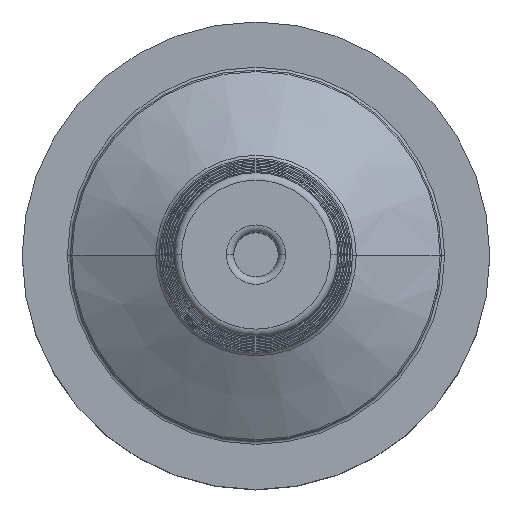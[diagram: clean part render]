
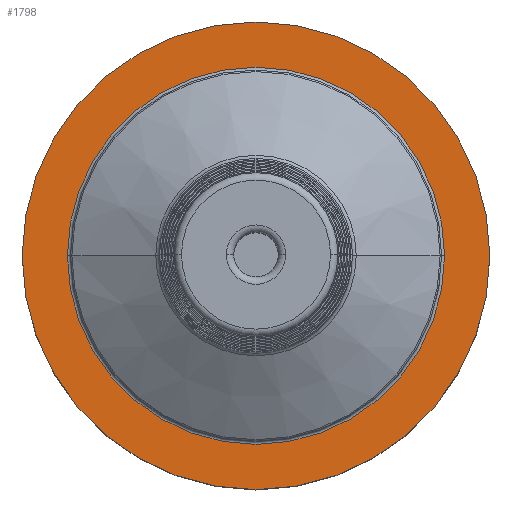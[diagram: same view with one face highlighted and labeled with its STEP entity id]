
A CAD part, top view. The second image highlights one B-rep face of the part: STEP entity #1798.
In plain terms, the highlighted planar face has unit normal (0, 0, 1).
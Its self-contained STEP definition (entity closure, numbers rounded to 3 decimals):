
#375=CARTESIAN_POINT('',(0.,0.,25.95));
#376=DIRECTION('',(0.,0.,1.));
#377=DIRECTION('',(0.,-1.,0.));
#378=AXIS2_PLACEMENT_3D('',#375,#376,#377);
#383=CARTESIAN_POINT('',(0.,0.,25.95));
#384=DIRECTION('',(0.,0.,1.));
#385=DIRECTION('',(0.,1.,0.));
#386=AXIS2_PLACEMENT_3D('',#383,#384,#385);
#391=CARTESIAN_POINT('',(0.,0.,25.95));
#392=DIRECTION('',(0.,0.,1.));
#393=DIRECTION('',(1.,0.,0.));
#394=AXIS2_PLACEMENT_3D('',#391,#392,#393);
#407=CARTESIAN_POINT('',(0.,0.,25.95));
#408=DIRECTION('',(0.,0.,-1.));
#409=DIRECTION('',(1.,0.,0.));
#410=AXIS2_PLACEMENT_3D('',#407,#408,#409);
#1285=CARTESIAN_POINT('',(25.4,0.,25.95));
#1286=VERTEX_POINT('',#1285);
#1287=CARTESIAN_POINT('',(-25.4,0.,25.95));
#1288=VERTEX_POINT('',#1287);
#1429=CARTESIAN_POINT('',(0.,-31.5,25.95));
#1430=CARTESIAN_POINT('',(0.,31.5,25.95));
#1431=VERTEX_POINT('',#1429);
#1432=VERTEX_POINT('',#1430);
#1783=CARTESIAN_POINT('',(0.,0.,25.95));
#1784=DIRECTION('',(0.,0.,1.));
#1785=DIRECTION('',(-1.,0.,0.));
#1786=AXIS2_PLACEMENT_3D('',#1783,#1784,#1785);
#1787=PLANE('',#1786);
#1788=ORIENTED_EDGE('',*,*,#1466,.F.);
#1789=ORIENTED_EDGE('',*,*,#1524,.F.);
#1790=EDGE_LOOP('',(#1788,#1789));
#1791=FACE_OUTER_BOUND('',#1790,.F.);
#1793=ORIENTED_EDGE('',*,*,#1792,.T.);
#1795=ORIENTED_EDGE('',*,*,#1794,.F.);
#1796=EDGE_LOOP('',(#1793,#1795));
#1797=FACE_BOUND('',#1796,.F.);
#1798=ADVANCED_FACE('',(#1791,#1797),#1787,.T.);
#379=CIRCLE('',#378,31.5);
#387=CIRCLE('',#386,31.5);
#395=CIRCLE('',#394,25.4);
#411=CIRCLE('',#410,25.4);
#1466=EDGE_CURVE('',#1431,#1432,#379,.T.);
#1524=EDGE_CURVE('',#1432,#1431,#387,.T.);
#1792=EDGE_CURVE('',#1286,#1288,#395,.T.);
#1794=EDGE_CURVE('',#1286,#1288,#411,.T.);
